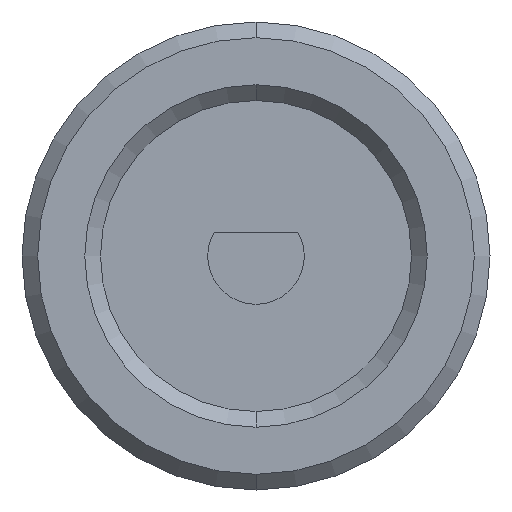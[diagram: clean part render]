
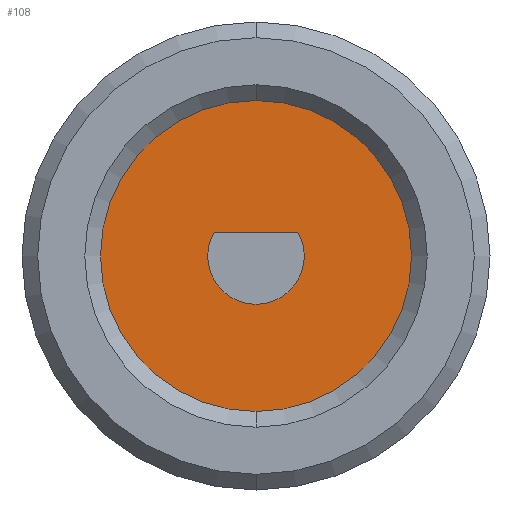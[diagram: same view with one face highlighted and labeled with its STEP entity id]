
A CAD part, front view. The second image highlights one B-rep face of the part: STEP entity #108.
In plain terms, the highlighted planar face has unit normal (0, -1, 0).
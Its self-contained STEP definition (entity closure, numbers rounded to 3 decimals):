
#5 = VERTEX_POINT ( 'NONE', #202 ) ;
#6 = VERTEX_POINT ( 'NONE', #74 ) ;
#8 = EDGE_CURVE ( 'NONE', #6, #203, #178, .T. ) ;
#18 = EDGE_CURVE ( 'NONE', #206, #5, #324, .T. ) ;
#19 = DIRECTION ( 'NONE',  ( 0., 0., 1. ) ) ;
#20 = CARTESIAN_POINT ( 'NONE',  ( 0., 0., 0. ) ) ;
#24 = CIRCLE ( 'NONE', #124, 3.075 ) ;
#27 = DIRECTION ( 'NONE',  ( 0., -1., 0. ) ) ;
#44 = PLANE ( 'NONE',  #317 ) ;
#45 = AXIS2_PLACEMENT_3D ( 'NONE', #109, #114, #293 ) ;
#67 = CIRCLE ( 'NONE', #283, 3.075 ) ;
#74 = CARTESIAN_POINT ( 'NONE',  ( 0., 0., 9.9 ) ) ;
#80 = ORIENTED_EDGE ( 'NONE', *, *, #18, .T. ) ;
#99 = VECTOR ( 'NONE', #240, 1000. ) ;
#108 = ADVANCED_FACE ( 'NONE', ( #208, #336 ), #44, .F. ) ;
#109 = CARTESIAN_POINT ( 'NONE',  ( 0., 0., 0. ) ) ;
#114 = DIRECTION ( 'NONE',  ( 0., -1., 0. ) ) ;
#121 = DIRECTION ( 'NONE',  ( 0., 0., 1. ) ) ;
#124 = AXIS2_PLACEMENT_3D ( 'NONE', #20, #308, #121 ) ;
#129 = DIRECTION ( 'NONE',  ( 0., 0., -1. ) ) ;
#148 = DIRECTION ( 'NONE',  ( 0., 1., 0. ) ) ;
#149 = EDGE_CURVE ( 'NONE', #5, #418, #67, .T. ) ;
#163 = EDGE_LOOP ( 'NONE', ( #80, #180, #392 ) ) ;
#175 = AXIS2_PLACEMENT_3D ( 'NONE', #316, #27, #129 ) ;
#178 = CIRCLE ( 'NONE', #45, 9.9 ) ;
#180 = ORIENTED_EDGE ( 'NONE', *, *, #149, .T. ) ;
#202 = CARTESIAN_POINT ( 'NONE',  ( 2.67, 0., 1.525 ) ) ;
#203 = VERTEX_POINT ( 'NONE', #374 ) ;
#206 = VERTEX_POINT ( 'NONE', #306 ) ;
#208 = FACE_OUTER_BOUND ( 'NONE', #298, .T. ) ;
#215 = EDGE_CURVE ( 'NONE', #418, #206, #24, .T. ) ;
#240 = DIRECTION ( 'NONE',  ( 1., 0., 0. ) ) ;
#283 = AXIS2_PLACEMENT_3D ( 'NONE', #349, #376, #19 ) ;
#286 = CARTESIAN_POINT ( 'NONE',  ( 0., 0., -3.075 ) ) ;
#293 = DIRECTION ( 'NONE',  ( 0., 0., -1. ) ) ;
#298 = EDGE_LOOP ( 'NONE', ( #330, #301 ) ) ;
#299 = CARTESIAN_POINT ( 'NONE',  ( -2.67, 0., 1.525 ) ) ;
#300 = CIRCLE ( 'NONE', #175, 9.9 ) ;
#301 = ORIENTED_EDGE ( 'NONE', *, *, #8, .T. ) ;
#306 = CARTESIAN_POINT ( 'NONE',  ( -2.67, 0., 1.525 ) ) ;
#308 = DIRECTION ( 'NONE',  ( 0., 1., 0. ) ) ;
#316 = CARTESIAN_POINT ( 'NONE',  ( 0., 0., 0. ) ) ;
#317 = AXIS2_PLACEMENT_3D ( 'NONE', #379, #148, #402 ) ;
#324 = LINE ( 'NONE', #299, #99 ) ;
#330 = ORIENTED_EDGE ( 'NONE', *, *, #362, .T. ) ;
#336 = FACE_BOUND ( 'NONE', #163, .T. ) ;
#349 = CARTESIAN_POINT ( 'NONE',  ( 0., 0., 0. ) ) ;
#362 = EDGE_CURVE ( 'NONE', #203, #6, #300, .T. ) ;
#374 = CARTESIAN_POINT ( 'NONE',  ( 0., 0., -9.9 ) ) ;
#376 = DIRECTION ( 'NONE',  ( 0., 1., 0. ) ) ;
#379 = CARTESIAN_POINT ( 'NONE',  ( 0., 0., 0. ) ) ;
#392 = ORIENTED_EDGE ( 'NONE', *, *, #215, .T. ) ;
#402 = DIRECTION ( 'NONE',  ( 0., 0., 1. ) ) ;
#418 = VERTEX_POINT ( 'NONE', #286 ) ;
